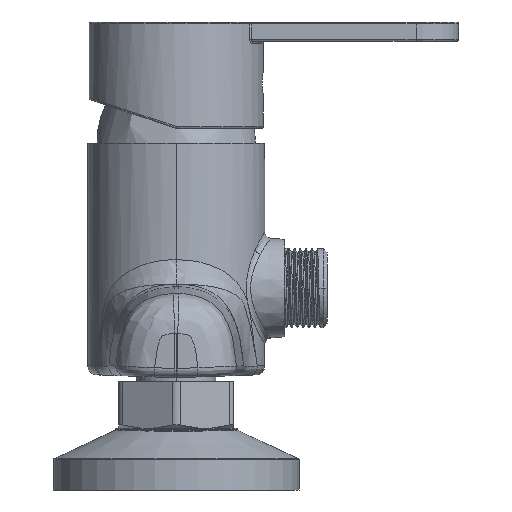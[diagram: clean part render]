
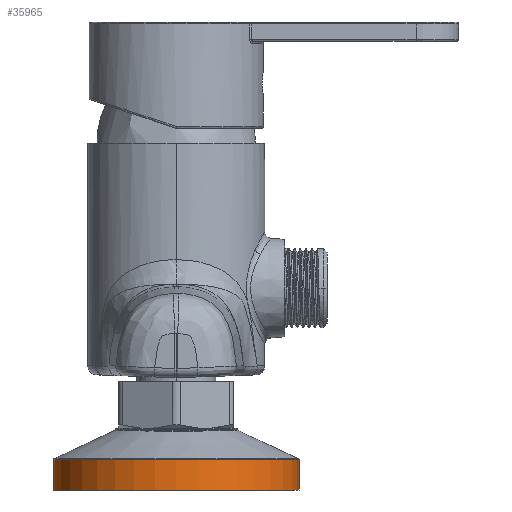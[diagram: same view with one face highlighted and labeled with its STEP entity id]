
A CAD part, left-side view. The second image highlights one B-rep face of the part: STEP entity #35965.
In plain terms, the highlighted cylindrical face has radius 31.75 mm (diameter 63.5 mm), a partial arc.
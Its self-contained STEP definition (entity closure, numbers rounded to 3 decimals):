
#1572 = VERTEX_POINT ( 'NONE', #33343 ) ;
#2067 = EDGE_CURVE ( 'NONE', #12435, #12037, #11868, .T. ) ;
#2982 = CARTESIAN_POINT ( 'NONE',  ( 0., 0., -31.75 ) ) ;
#3045 = ORIENTED_EDGE ( 'NONE', *, *, #4674, .T. ) ;
#4674 = EDGE_CURVE ( 'NONE', #1572, #21385, #30125, .T. ) ;
#4914 = DIRECTION ( 'NONE',  ( 0., 1., 0. ) ) ;
#5000 = CARTESIAN_POINT ( 'NONE',  ( 0., 7.841, 0. ) ) ;
#6863 = CARTESIAN_POINT ( 'NONE',  ( 0., 8., 0. ) ) ;
#9481 = DIRECTION ( 'NONE',  ( 0., 0., -1. ) ) ;
#10217 = EDGE_CURVE ( 'NONE', #21385, #12037, #10744, .T. ) ;
#10744 = CIRCLE ( 'NONE', #33549, 31.75 ) ;
#11868 = LINE ( 'NONE', #46941, #34822 ) ;
#12037 = VERTEX_POINT ( 'NONE', #41633 ) ;
#12435 = VERTEX_POINT ( 'NONE', #27278 ) ;
#15138 = ORIENTED_EDGE ( 'NONE', *, *, #2067, .F. ) ;
#21385 = VERTEX_POINT ( 'NONE', #2982 ) ;
#22661 = EDGE_LOOP ( 'NONE', ( #15138, #29104, #3045, #43570 ) ) ;
#26142 = DIRECTION ( 'NONE',  ( 0., -1., 0. ) ) ;
#27278 = CARTESIAN_POINT ( 'NONE',  ( 0., 7.841, 31.75 ) ) ;
#29104 = ORIENTED_EDGE ( 'NONE', *, *, #45425, .F. ) ;
#29388 = CYLINDRICAL_SURFACE ( 'NONE', #54731, 31.75 ) ;
#29656 = DIRECTION ( 'NONE',  ( 0., 0., -1. ) ) ;
#30125 = LINE ( 'NONE', #55520, #39010 ) ;
#30963 = DIRECTION ( 'NONE',  ( 0., 0., -1. ) ) ;
#33343 = CARTESIAN_POINT ( 'NONE',  ( 0., 7.841, -31.75 ) ) ;
#33549 = AXIS2_PLACEMENT_3D ( 'NONE', #51984, #4914, #9481 ) ;
#34822 = VECTOR ( 'NONE', #38671, 1000. ) ;
#35965 = ADVANCED_FACE ( 'NONE', ( #42495 ), #29388, .T. ) ;
#36388 = CIRCLE ( 'NONE', #55499, 31.75 ) ;
#38671 = DIRECTION ( 'NONE',  ( 0., -1., 0. ) ) ;
#39010 = VECTOR ( 'NONE', #26142, 1000. ) ;
#41633 = CARTESIAN_POINT ( 'NONE',  ( 0., 0., 31.75 ) ) ;
#42495 = FACE_OUTER_BOUND ( 'NONE', #22661, .T. ) ;
#43570 = ORIENTED_EDGE ( 'NONE', *, *, #10217, .T. ) ;
#45425 = EDGE_CURVE ( 'NONE', #1572, #12435, #36388, .T. ) ;
#46785 = DIRECTION ( 'NONE',  ( 0., -1., 0. ) ) ;
#46941 = CARTESIAN_POINT ( 'NONE',  ( 0., 8., 31.75 ) ) ;
#51984 = CARTESIAN_POINT ( 'NONE',  ( 0., 0., 0. ) ) ;
#54731 = AXIS2_PLACEMENT_3D ( 'NONE', #6863, #46785, #29656 ) ;
#55499 = AXIS2_PLACEMENT_3D ( 'NONE', #5000, #56073, #30963 ) ;
#55520 = CARTESIAN_POINT ( 'NONE',  ( 0., 8., -31.75 ) ) ;
#56073 = DIRECTION ( 'NONE',  ( 0., 1., 0. ) ) ;
